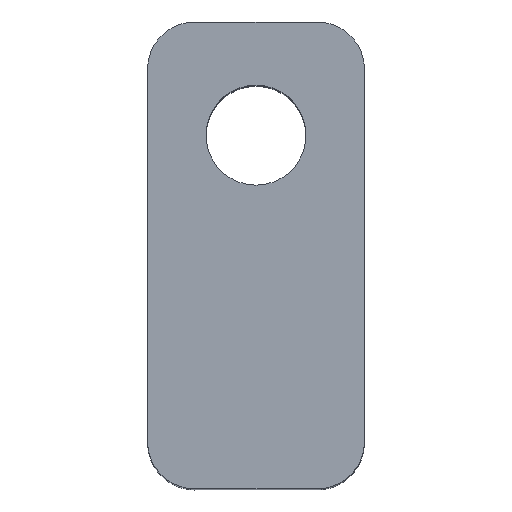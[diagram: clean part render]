
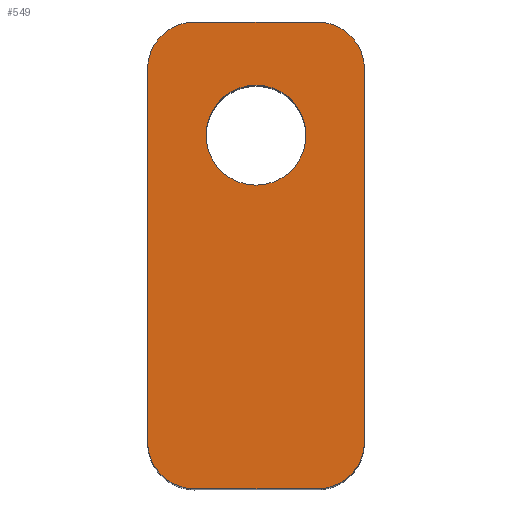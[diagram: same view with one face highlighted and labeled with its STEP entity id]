
A CAD part, top view. The second image highlights one B-rep face of the part: STEP entity #549.
In plain terms, the highlighted planar face has unit normal (0, 0, 1).
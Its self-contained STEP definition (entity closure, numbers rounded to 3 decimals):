
#257=CARTESIAN_POINT('',(311.75,530.,612.75));
#258=VERTEX_POINT('',#257);
#259=CARTESIAN_POINT('',(311.75,510.25,612.75));
#260=VERTEX_POINT('',#259);
#261=CARTESIAN_POINT('',(311.75,530.,612.75));
#262=DIRECTION('',(0.,-1.,0.));
#263=VECTOR('',#262,19.75);
#264=LINE('',#261,#263);
#265=EDGE_CURVE('',#258,#260,#264,.T.);
#330=CARTESIAN_POINT('',(300.25,510.25,612.75));
#331=VERTEX_POINT('',#330);
#338=CARTESIAN_POINT('',(300.25,530.,612.75));
#339=VERTEX_POINT('',#338);
#340=CARTESIAN_POINT('',(300.25,530.,612.75));
#341=DIRECTION('',(0.,-1.,0.));
#342=VECTOR('',#341,19.75);
#343=LINE('',#340,#342);
#344=EDGE_CURVE('',#339,#331,#343,.T.);
#393=CARTESIAN_POINT('',(302.75,532.5,612.75));
#394=VERTEX_POINT('',#393);
#401=CARTESIAN_POINT('',(309.25,532.5,612.75));
#402=VERTEX_POINT('',#401);
#403=CARTESIAN_POINT('',(302.75,532.5,612.75));
#404=DIRECTION('',(1.,0.,0.));
#405=VECTOR('',#404,6.5);
#406=LINE('',#403,#405);
#407=EDGE_CURVE('',#394,#402,#406,.T.);
#481=CARTESIAN_POINT('',(845.,264.,612.75));
#482=DIRECTION('',(0.,0.,1.));
#483=DIRECTION('',(-1.,0.,0.));
#484=AXIS2_PLACEMENT_3D('',#481,#482,#483);
#485=PLANE('',#484);
#486=CARTESIAN_POINT('',(308.65,526.5,612.75));
#487=VERTEX_POINT('',#486);
#488=CARTESIAN_POINT('',(303.35,526.5,612.75));
#489=VERTEX_POINT('',#488);
#490=CARTESIAN_POINT('',(306.,526.5,612.75));
#491=DIRECTION('',(0.,-0.,-1.));
#492=DIRECTION('',(1.,0.,0.));
#493=AXIS2_PLACEMENT_3D('',#490,#491,#492);
#494=CIRCLE('',#493,2.65);
#495=EDGE_CURVE('',#487,#489,#494,.T.);
#496=ORIENTED_EDGE('',*,*,#495,.T.);
#497=CARTESIAN_POINT('',(306.,526.5,612.75));
#498=DIRECTION('',(0.,-0.,-1.));
#499=DIRECTION('',(1.,0.,0.));
#500=AXIS2_PLACEMENT_3D('',#497,#498,#499);
#501=CIRCLE('',#500,2.65);
#502=EDGE_CURVE('',#489,#487,#501,.T.);
#503=ORIENTED_EDGE('',*,*,#502,.T.);
#504=EDGE_LOOP('',(#496,#503));
#505=FACE_BOUND('',#504,.T.);
#506=CARTESIAN_POINT('',(309.25,507.75,612.75));
#507=VERTEX_POINT('',#506);
#508=CARTESIAN_POINT('',(302.75,507.75,612.75));
#509=VERTEX_POINT('',#508);
#510=CARTESIAN_POINT('',(309.25,507.75,612.75));
#511=DIRECTION('',(-1.,0.,0.));
#512=VECTOR('',#511,6.5);
#513=LINE('',#510,#512);
#514=EDGE_CURVE('',#507,#509,#513,.T.);
#515=ORIENTED_EDGE('',*,*,#514,.F.);
#516=CARTESIAN_POINT('',(309.25,510.25,612.75));
#517=DIRECTION('',(0.,-0.,1.));
#518=DIRECTION('',(-1.,0.,0.));
#519=AXIS2_PLACEMENT_3D('',#516,#517,#518);
#520=CIRCLE('',#519,2.5);
#521=EDGE_CURVE('',#507,#260,#520,.T.);
#522=ORIENTED_EDGE('',*,*,#521,.T.);
#523=ORIENTED_EDGE('',*,*,#265,.F.);
#524=CARTESIAN_POINT('',(309.25,530.,612.75));
#525=DIRECTION('',(0.,0.,-1.));
#526=DIRECTION('',(-1.,0.,0.));
#527=AXIS2_PLACEMENT_3D('',#524,#525,#526);
#528=CIRCLE('',#527,2.5);
#529=EDGE_CURVE('',#402,#258,#528,.T.);
#530=ORIENTED_EDGE('',*,*,#529,.F.);
#531=ORIENTED_EDGE('',*,*,#407,.F.);
#532=CARTESIAN_POINT('',(302.75,530.,612.75));
#533=DIRECTION('',(0.,-0.,-1.));
#534=DIRECTION('',(1.,0.,0.));
#535=AXIS2_PLACEMENT_3D('',#532,#533,#534);
#536=CIRCLE('',#535,2.5);
#537=EDGE_CURVE('',#339,#394,#536,.T.);
#538=ORIENTED_EDGE('',*,*,#537,.F.);
#539=ORIENTED_EDGE('',*,*,#344,.T.);
#540=CARTESIAN_POINT('',(302.75,510.25,612.75));
#541=DIRECTION('',(0.,0.,1.));
#542=DIRECTION('',(1.,0.,0.));
#543=AXIS2_PLACEMENT_3D('',#540,#541,#542);
#544=CIRCLE('',#543,2.5);
#545=EDGE_CURVE('',#331,#509,#544,.T.);
#546=ORIENTED_EDGE('',*,*,#545,.T.);
#547=EDGE_LOOP('',(#515,#522,#523,#530,#531,#538,#539,#546));
#548=FACE_BOUND('',#547,.T.);
#549=ADVANCED_FACE('',(#505,#548),#485,.T.);
